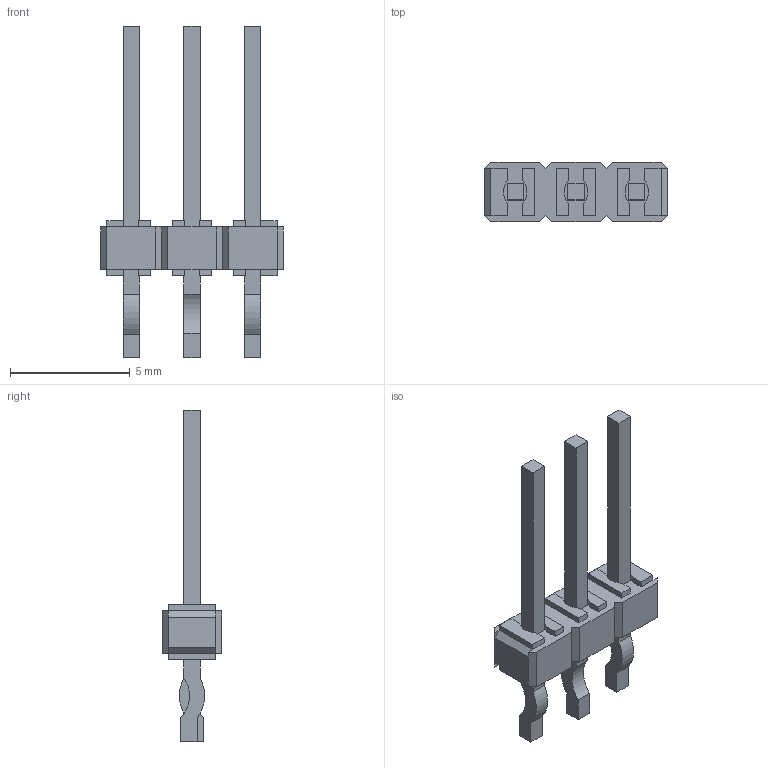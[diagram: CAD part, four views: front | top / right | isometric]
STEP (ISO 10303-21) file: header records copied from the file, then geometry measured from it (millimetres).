
FILE_DESCRIPTION(('FreeCAD Model'),'2;1');
FILE_NAME('SOLID.step','2017-04-15T21:02:54',( 'Author'),(''),'Open CASCADE STEP processor 6.8','FreeCAD','Unknown' );
FILE_SCHEMA(('AUTOMOTIVE_DESIGN_CC2 { 1 2 10303 214 -1 1 5 4 }'));
Length unit declared in the file: millimetre
Products named in the file (2): ASSEMBLY; SOLID
Assembly tree (1 placements, depth 2):
  ASSEMBLY
    SOLID
Bounding box: 7.62 x 2.49 x 13.84 mm (x, y, z)
Volume: 52.2 mm3; surface area: 186.1 mm2
Topology: 1 solids, 1 shells, 160 faces, 408 edges, 264 vertices
Faces by surface type: plane 142, cylinder 18
Entity records: 11681 total; most frequent: CARTESIAN_POINT 3414, DIRECTION 1506, LINE 1080, VECTOR 1080, ORIENTED_EDGE 816, PCURVE 816, DEFINITIONAL_REPRESENTATION 816, EDGE_CURVE 408
